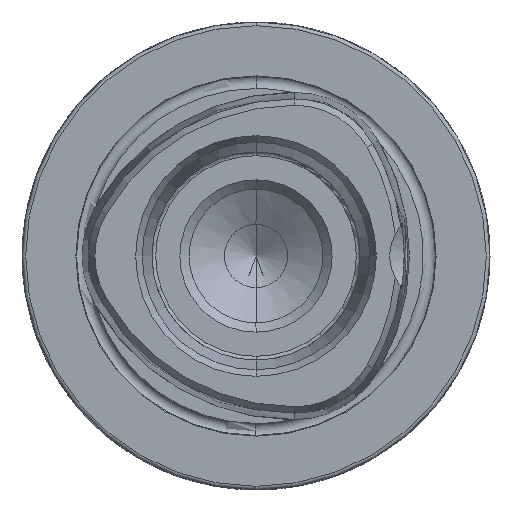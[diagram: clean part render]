
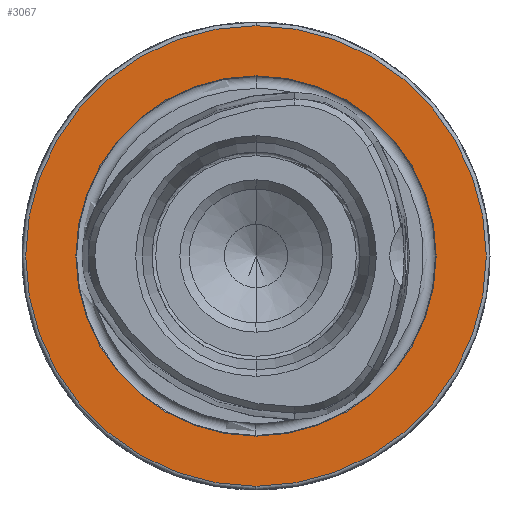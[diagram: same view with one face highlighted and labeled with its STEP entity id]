
A CAD part, left-side view. The second image highlights one B-rep face of the part: STEP entity #3067.
In plain terms, the highlighted planar face has unit normal (-1, 0, 0).
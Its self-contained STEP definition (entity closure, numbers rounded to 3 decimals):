
#2621 = CARTESIAN_POINT ( 'NONE',  ( 0., 0., 0. ) ) ;
#2622 = DIRECTION ( 'NONE',  ( -1., 0., 0. ) ) ;
#2623 = DIRECTION ( 'NONE',  ( 0., 0., 1. ) ) ;
#2649 = AXIS2_PLACEMENT_3D ( 'NONE', #2621, #2622, #2623 ) ;
#2652 = AXIS2_PLACEMENT_3D ( 'NONE', #4232, #4233, #4234 ) ;
#2664 = AXIS2_PLACEMENT_3D ( 'NONE', #4744, #4745, #4746 ) ;
#2665 = AXIS2_PLACEMENT_3D ( 'NONE', #4749, #4750, #4751 ) ;
#3067 = ADVANCED_FACE ( 'NONE', ( #6305, #6299 ), #5746, .F. ) ;
#4232 = CARTESIAN_POINT ( 'NONE',  ( 0., 0., 0. ) ) ;
#4233 = DIRECTION ( 'NONE',  ( -1., 0., 0. ) ) ;
#4234 = DIRECTION ( 'NONE',  ( 0., 0., 1. ) ) ;
#4744 = CARTESIAN_POINT ( 'NONE',  ( 0., 0., 0. ) ) ;
#4745 = DIRECTION ( 'NONE',  ( -1., 0., 0. ) ) ;
#4746 = DIRECTION ( 'NONE',  ( 0., 0., 1. ) ) ;
#4749 = CARTESIAN_POINT ( 'NONE',  ( 0., 0., 0. ) ) ;
#4750 = DIRECTION ( 'NONE',  ( -1., 0., 0. ) ) ;
#4751 = DIRECTION ( 'NONE',  ( 0., 0., 1. ) ) ;
#5743 = CARTESIAN_POINT ( 'NONE',  ( 0., 24.25, 0. ) ) ;
#5746 = PLANE ( 'NONE',  #10706 ) ;
#5748 = DIRECTION ( 'NONE',  ( 1., 0., 0. ) ) ;
#5749 = DIRECTION ( 'NONE',  ( 0., 0., -1. ) ) ;
#6299 = FACE_OUTER_BOUND ( 'NONE', #7162, .T. ) ;
#6305 = FACE_BOUND ( 'NONE', #7163, .T. ) ;
#6570 = ORIENTED_EDGE ( 'NONE', *, *, #9262, .F. ) ;
#6571 = ORIENTED_EDGE ( 'NONE', *, *, #8399, .F. ) ;
#6572 = ORIENTED_EDGE ( 'NONE', *, *, #8403, .T. ) ;
#6573 = ORIENTED_EDGE ( 'NONE', *, *, #9261, .T. ) ;
#7075 = CIRCLE ( 'NONE', #2649, 24.25 ) ;
#7082 = CIRCLE ( 'NONE', #2652, 31. ) ;
#7162 = EDGE_LOOP ( 'NONE', ( #6572, #6573 ) ) ;
#7163 = EDGE_LOOP ( 'NONE', ( #6570, #6571 ) ) ;
#7546 = CIRCLE ( 'NONE', #2664, 31. ) ;
#7549 = CIRCLE ( 'NONE', #2665, 24.25 ) ;
#7954 = VERTEX_POINT ( 'NONE', #10188 ) ;
#7972 = VERTEX_POINT ( 'NONE', #10198 ) ;
#7987 = VERTEX_POINT ( 'NONE', #10204 ) ;
#7997 = VERTEX_POINT ( 'NONE', #10214 ) ;
#8399 = EDGE_CURVE ( 'NONE', #7997, #7954, #7075, .T. ) ;
#8403 = EDGE_CURVE ( 'NONE', #7987, #7972, #7082, .T. ) ;
#9261 = EDGE_CURVE ( 'NONE', #7972, #7987, #7546, .T. ) ;
#9262 = EDGE_CURVE ( 'NONE', #7954, #7997, #7549, .T. ) ;
#10188 = CARTESIAN_POINT ( 'NONE',  ( 0., 0., 24.25 ) ) ;
#10198 = CARTESIAN_POINT ( 'NONE',  ( 0., 0., -31. ) ) ;
#10204 = CARTESIAN_POINT ( 'NONE',  ( 0., 0., 31. ) ) ;
#10214 = CARTESIAN_POINT ( 'NONE',  ( 0., 0., -24.25 ) ) ;
#10706 = AXIS2_PLACEMENT_3D ( 'NONE', #5743, #5748, #5749 ) ;
